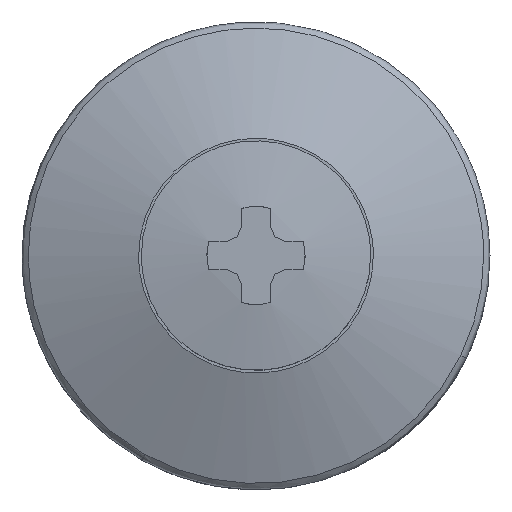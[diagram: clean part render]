
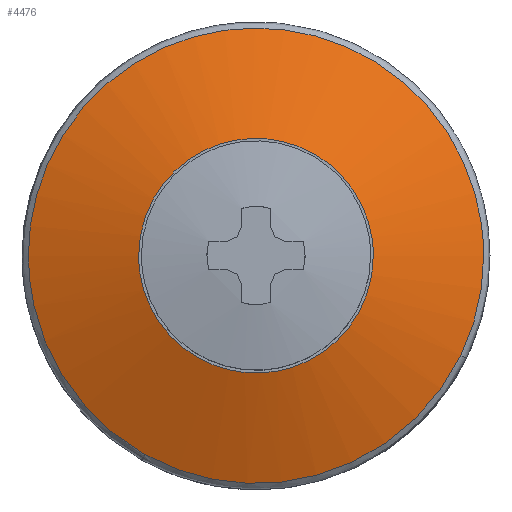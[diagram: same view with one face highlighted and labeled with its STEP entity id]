
A CAD part, top view. The second image highlights one B-rep face of the part: STEP entity #4476.
In plain terms, the highlighted free-form (B-spline) face has degree [2, 2] with [4, 4] control points.
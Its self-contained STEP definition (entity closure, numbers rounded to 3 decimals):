
#3620=CARTESIAN_POINT('',(-4.746,-8.493,-7.593));
#3621=VERTEX_POINT('',#3620);
#3635=CARTESIAN_POINT('',(-9.729,0.0,-7.593));
#3636=VERTEX_POINT('',#3635);
#3637=CARTESIAN_POINT('',(-4.746,-8.493,-7.593));
#3638=CARTESIAN_POINT('',(-9.729,-5.708,-7.593));
#3639=CARTESIAN_POINT('',(-9.729,0.0,-7.593));
#3647=(BOUNDED_CURVE()B_SPLINE_CURVE(2,(#3637,#3638,#3639),.UNSPECIFIED.,.F.,.U.)B_SPLINE_CURVE_WITH_KNOTS((3,3),(0.833,1.0),.UNSPECIFIED.)CURVE()GEOMETRIC_REPRESENTATION_ITEM()RATIONAL_B_SPLINE_CURVE((0.87,0.804,1.0))REPRESENTATION_ITEM(''));
#3648=EDGE_CURVE('',#3621,#3636,#3647,.T.);
#3650=CARTESIAN_POINT('',(9.729,0.0,-7.593));
#3651=VERTEX_POINT('',#3650);
#3652=CARTESIAN_POINT('',(-9.729,0.0,-7.593));
#3653=CARTESIAN_POINT('',(-9.729,9.729,-7.593));
#3654=CARTESIAN_POINT('',(0.0,9.729,-7.593));
#3655=CARTESIAN_POINT('',(9.729,9.729,-7.593));
#3656=CARTESIAN_POINT('',(9.729,0.0,-7.593));
#3664=(BOUNDED_CURVE()B_SPLINE_CURVE(2,(#3652,#3653,#3654,#3655,#3656),.UNSPECIFIED.,.F.,.U.)B_SPLINE_CURVE_WITH_KNOTS((3,2,3),(0.0,0.25,0.5),.UNSPECIFIED.)CURVE()GEOMETRIC_REPRESENTATION_ITEM()RATIONAL_B_SPLINE_CURVE((1.0,0.707,1.0,0.707,1.0))REPRESENTATION_ITEM(''));
#3665=EDGE_CURVE('',#3636,#3651,#3664,.T.);
#3667=CARTESIAN_POINT('',(8.75,-4.253,-7.593));
#3668=VERTEX_POINT('',#3667);
#3669=CARTESIAN_POINT('',(9.729,0.0,-7.593));
#3670=CARTESIAN_POINT('',(9.729,-2.239,-7.593));
#3671=CARTESIAN_POINT('',(8.75,-4.253,-7.593));
#3679=(BOUNDED_CURVE()B_SPLINE_CURVE(2,(#3669,#3670,#3671),.UNSPECIFIED.,.F.,.U.)B_SPLINE_CURVE_WITH_KNOTS((3,3),(0.5,0.574),.UNSPECIFIED.)CURVE()GEOMETRIC_REPRESENTATION_ITEM()RATIONAL_B_SPLINE_CURVE((1.0,0.913,0.878))REPRESENTATION_ITEM(''));
#3680=EDGE_CURVE('',#3651,#3668,#3679,.T.);
#3727=CARTESIAN_POINT('',(8.75,-4.253,-7.593));
#3728=CARTESIAN_POINT('',(6.089,-9.729,-7.593));
#3729=CARTESIAN_POINT('',(0.0,-9.729,-7.593));
#3730=CARTESIAN_POINT('',(-2.534,-9.729,-7.593));
#3731=CARTESIAN_POINT('',(-4.746,-8.493,-7.593));
#3739=(BOUNDED_CURVE()B_SPLINE_CURVE(2,(#3727,#3728,#3729,#3730,#3731),.UNSPECIFIED.,.F.,.U.)B_SPLINE_CURVE_WITH_KNOTS((3,2,3),(0.574,0.75,0.833),.UNSPECIFIED.)CURVE()GEOMETRIC_REPRESENTATION_ITEM()RATIONAL_B_SPLINE_CURVE((0.878,0.794,1.0,0.903,0.87))REPRESENTATION_ITEM(''));
#3740=EDGE_CURVE('',#3668,#3621,#3739,.T.);
#4410=CARTESIAN_POINT('',(-9.92,-9.918,-10.523));
#4411=CARTESIAN_POINT('',(-5.289,-10.576,-8.054));
#4412=CARTESIAN_POINT('',(5.289,-10.576,-8.054));
#4413=CARTESIAN_POINT('',(9.92,-9.918,-10.523));
#4414=CARTESIAN_POINT('',(-10.578,-5.288,-8.055));
#4415=CARTESIAN_POINT('',(-5.665,-5.663,-5.235));
#4416=CARTESIAN_POINT('',(5.665,-5.663,-5.235));
#4417=CARTESIAN_POINT('',(10.578,-5.288,-8.055));
#4418=CARTESIAN_POINT('',(-10.578,5.289,-8.055));
#4419=CARTESIAN_POINT('',(-5.665,5.665,-5.235));
#4420=CARTESIAN_POINT('',(5.665,5.665,-5.235));
#4421=CARTESIAN_POINT('',(10.578,5.289,-8.055));
#4422=CARTESIAN_POINT('',(-9.92,9.919,-10.524));
#4423=CARTESIAN_POINT('',(-5.289,10.578,-8.055));
#4424=CARTESIAN_POINT('',(5.289,10.578,-8.055));
#4425=CARTESIAN_POINT('',(9.92,9.919,-10.524));
#4433=(BOUNDED_SURFACE()B_SPLINE_SURFACE(2,2,((#4410,#4414,#4418,#4422),(#4411,#4415,#4419,#4423),(#4412,#4416,#4420,#4424),(#4413,#4417,#4421,#4425)),.UNSPECIFIED.,.F.,.F.,.U.)B_SPLINE_SURFACE_WITH_KNOTS((3,1,3),(3,1,3),(2.721,13.452,24.182),(2.724,13.452,24.182),.UNSPECIFIED.)GEOMETRIC_REPRESENTATION_ITEM()RATIONAL_B_SPLINE_SURFACE(((1.142,1.071,1.071,1.142),(1.071,1.0,1.0,1.071),(1.071,1.0,1.0,1.071),(1.142,1.071,1.071,1.142)))REPRESENTATION_ITEM('')SURFACE());
#4434=ORIENTED_EDGE('',*,*,#3648,.F.);
#4435=ORIENTED_EDGE('',*,*,#3740,.F.);
#4436=ORIENTED_EDGE('',*,*,#3680,.F.);
#4437=ORIENTED_EDGE('',*,*,#3665,.F.);
#4438=EDGE_LOOP('',(#4434,#4435,#4436,#4437));
#4439=FACE_OUTER_BOUND('',#4438,.T.);
#4440=CARTESIAN_POINT('',(-5.014,0.0,-5.835));
#4441=VERTEX_POINT('',#4440);
#4442=CARTESIAN_POINT('',(5.014,0.0,-5.835));
#4443=VERTEX_POINT('',#4442);
#4444=CARTESIAN_POINT('',(-5.014,0.0,-5.835));
#4445=CARTESIAN_POINT('',(-5.014,5.014,-5.835));
#4446=CARTESIAN_POINT('',(0.0,5.014,-5.835));
#4447=CARTESIAN_POINT('',(5.014,5.014,-5.835));
#4448=CARTESIAN_POINT('',(5.014,0.0,-5.835));
#4456=(BOUNDED_CURVE()B_SPLINE_CURVE(2,(#4444,#4445,#4446,#4447,#4448),.UNSPECIFIED.,.F.,.U.)B_SPLINE_CURVE_WITH_KNOTS((3,2,3),(0.0,0.25,0.5),.UNSPECIFIED.)CURVE()GEOMETRIC_REPRESENTATION_ITEM()RATIONAL_B_SPLINE_CURVE((1.0,0.707,1.0,0.707,1.0))REPRESENTATION_ITEM(''));
#4457=EDGE_CURVE('',#4441,#4443,#4456,.T.);
#4458=ORIENTED_EDGE('',*,*,#4457,.T.);
#4459=CARTESIAN_POINT('',(5.014,0.0,-5.835));
#4460=CARTESIAN_POINT('',(5.014,-5.014,-5.835));
#4461=CARTESIAN_POINT('',(0.0,-5.014,-5.835));
#4462=CARTESIAN_POINT('',(-5.014,-5.014,-5.835));
#4463=CARTESIAN_POINT('',(-5.014,0.0,-5.835));
#4471=(BOUNDED_CURVE()B_SPLINE_CURVE(2,(#4459,#4460,#4461,#4462,#4463),.UNSPECIFIED.,.F.,.U.)B_SPLINE_CURVE_WITH_KNOTS((3,2,3),(0.5,0.75,1.0),.UNSPECIFIED.)CURVE()GEOMETRIC_REPRESENTATION_ITEM()RATIONAL_B_SPLINE_CURVE((1.0,0.707,1.0,0.707,1.0))REPRESENTATION_ITEM(''));
#4472=EDGE_CURVE('',#4443,#4441,#4471,.T.);
#4473=ORIENTED_EDGE('',*,*,#4472,.T.);
#4474=EDGE_LOOP('',(#4458,#4473));
#4475=FACE_BOUND('',#4474,.T.);
#4476=ADVANCED_FACE('',(#4439,#4475),#4433,.T.);
